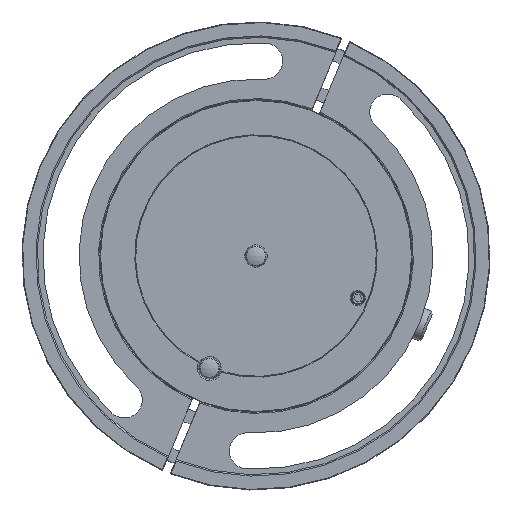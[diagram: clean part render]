
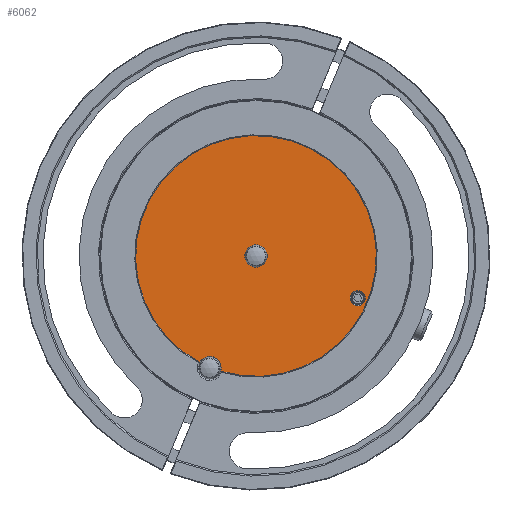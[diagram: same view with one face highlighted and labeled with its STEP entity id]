
A CAD part, front view. The second image highlights one B-rep face of the part: STEP entity #6062.
In plain terms, the highlighted planar face has unit normal (0, -1, 0).
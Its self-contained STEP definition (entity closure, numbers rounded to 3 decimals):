
#226 = EDGE_CURVE ( 'NONE', #1860, #1860, #789, .T. ) ;
#243 = CARTESIAN_POINT ( 'NONE',  ( 0., 0.3, 0. ) ) ;
#377 = VERTEX_POINT ( 'NONE', #3212 ) ;
#569 = EDGE_CURVE ( 'NONE', #5894, #1279, #5748, .T. ) ;
#630 = DIRECTION ( 'NONE',  ( 0., -1., 0. ) ) ;
#669 = CARTESIAN_POINT ( 'NONE',  ( -20.307, 0.3, -38.129 ) ) ;
#730 = EDGE_LOOP ( 'NONE', ( #2236 ) ) ;
#789 = CIRCLE ( 'NONE', #3766, 4.054 ) ;
#831 = DIRECTION ( 'NONE',  ( 0., -1., 0. ) ) ;
#1098 = DIRECTION ( 'NONE',  ( 0., 1., 0. ) ) ;
#1141 = DIRECTION ( 'NONE',  ( 0., 0., -1. ) ) ;
#1279 = VERTEX_POINT ( 'NONE', #669 ) ;
#1509 = CIRCLE ( 'NONE', #1815, 2.7 ) ;
#1607 = CARTESIAN_POINT ( 'NONE',  ( -16.647, 0.3, -40.189 ) ) ;
#1810 = CARTESIAN_POINT ( 'NONE',  ( 0., 0.3, 0. ) ) ;
#1815 = AXIS2_PLACEMENT_3D ( 'NONE', #2240, #831, #5067 ) ;
#1860 = VERTEX_POINT ( 'NONE', #5159 ) ;
#2135 = DIRECTION ( 'NONE',  ( 0., -1., 0. ) ) ;
#2218 = FACE_OUTER_BOUND ( 'NONE', #2877, .T. ) ;
#2236 = ORIENTED_EDGE ( 'NONE', *, *, #226, .F. ) ;
#2240 = CARTESIAN_POINT ( 'NONE',  ( 36.493, 0.3, -15.116 ) ) ;
#2421 = EDGE_CURVE ( 'NONE', #1279, #5894, #4091, .T. ) ;
#2719 = DIRECTION ( 'NONE',  ( 0., 0., -1. ) ) ;
#2877 = EDGE_LOOP ( 'NONE', ( #4812, #4040 ) ) ;
#3108 = DIRECTION ( 'NONE',  ( 0., 0., 1. ) ) ;
#3212 = CARTESIAN_POINT ( 'NONE',  ( 36.493, 0.3, -17.816 ) ) ;
#3221 = PLANE ( 'NONE',  #6060 ) ;
#3533 = ORIENTED_EDGE ( 'NONE', *, *, #4591, .F. ) ;
#3626 = DIRECTION ( 'NONE',  ( 0., -1., 0. ) ) ;
#3766 = AXIS2_PLACEMENT_3D ( 'NONE', #3900, #630, #5350 ) ;
#3871 = AXIS2_PLACEMENT_3D ( 'NONE', #1607, #2135, #1141 ) ;
#3900 = CARTESIAN_POINT ( 'NONE',  ( 0., 0.3, 0. ) ) ;
#4040 = ORIENTED_EDGE ( 'NONE', *, *, #2421, .F. ) ;
#4091 = CIRCLE ( 'NONE', #5366, 43.2 ) ;
#4555 = FACE_BOUND ( 'NONE', #730, .T. ) ;
#4591 = EDGE_CURVE ( 'NONE', #377, #377, #1509, .T. ) ;
#4812 = ORIENTED_EDGE ( 'NONE', *, *, #569, .F. ) ;
#5067 = DIRECTION ( 'NONE',  ( 0., 0., -1. ) ) ;
#5114 = FACE_BOUND ( 'NONE', #5948, .T. ) ;
#5159 = CARTESIAN_POINT ( 'NONE',  ( 0., 0.3, -4.054 ) ) ;
#5350 = DIRECTION ( 'NONE',  ( 0., 0., -1. ) ) ;
#5353 = CARTESIAN_POINT ( 'NONE',  ( -12.602, 0.3, -41.321 ) ) ;
#5366 = AXIS2_PLACEMENT_3D ( 'NONE', #243, #1098, #3108 ) ;
#5748 = CIRCLE ( 'NONE', #3871, 4.2 ) ;
#5894 = VERTEX_POINT ( 'NONE', #5353 ) ;
#5948 = EDGE_LOOP ( 'NONE', ( #3533 ) ) ;
#6060 = AXIS2_PLACEMENT_3D ( 'NONE', #1810, #3626, #2719 ) ;
#6062 = ADVANCED_FACE ( 'NONE', ( #2218, #4555, #5114 ), #3221, .T. ) ;
